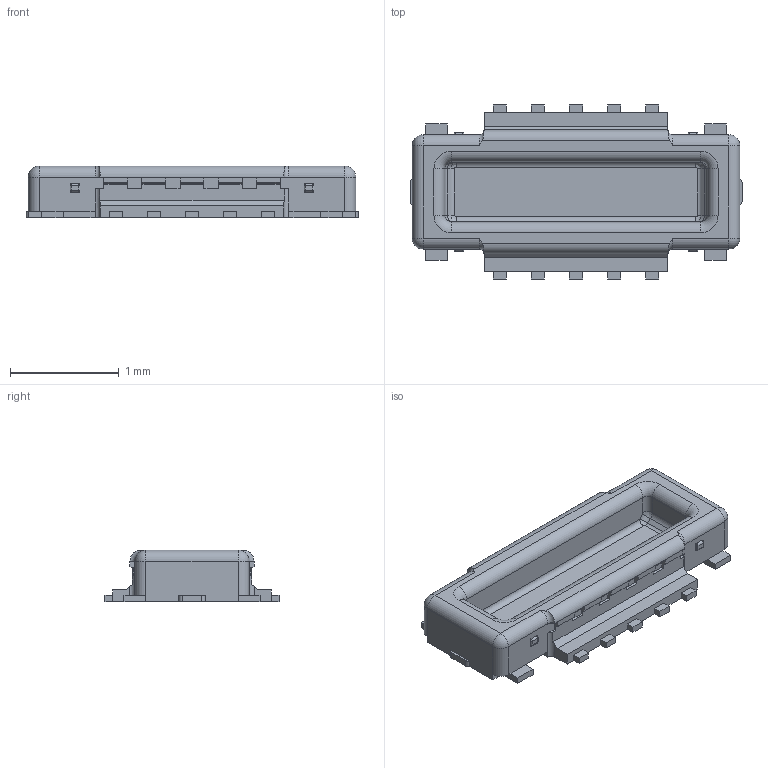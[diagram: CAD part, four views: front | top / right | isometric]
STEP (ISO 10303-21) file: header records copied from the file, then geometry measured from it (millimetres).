
FILE_DESCRIPTION((''),'2;1');
FILE_NAME('B09P_10_231023','2024-04-26T11:42:32',('eng801'),(''),'CREO PARAMETRIC BY PTC INC, 2019010','CREO PARAMETRIC BY PTC INC, 2019010','');
FILE_SCHEMA(('CONFIG_CONTROL_DESIGN'));
Length unit declared in the file: millimetre
Products named in the file (1): B09P_10_231023
Bounding box: 3.05 x 1.6 x 0.47 mm (x, y, z)
Volume: 1.1 mm3; surface area: 13.7 mm2
Topology: 1 solids, 1 shells, 287 faces, 840 edges, 556 vertices
Faces by surface type: plane 183, cylinder 68, bspline 24, torus 8, sphere 4
Entity records: 9903 total; most frequent: CARTESIAN_POINT 2354, ORIENTED_EDGE 1528, DIRECTION 1512, EDGE_CURVE 764, VECTOR 648, LINE 648, VERTEX_POINT 484, AXIS2_PLACEMENT_3D 432
